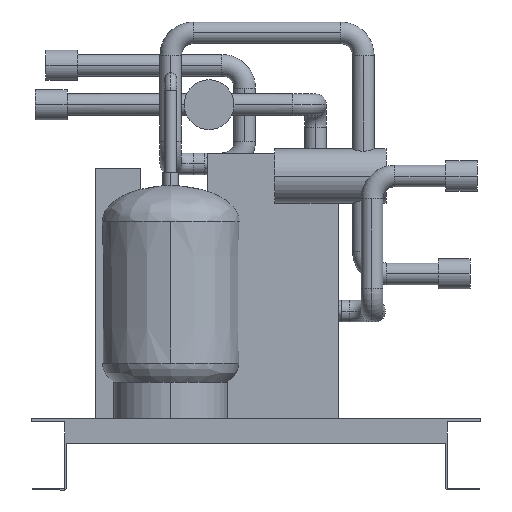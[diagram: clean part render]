
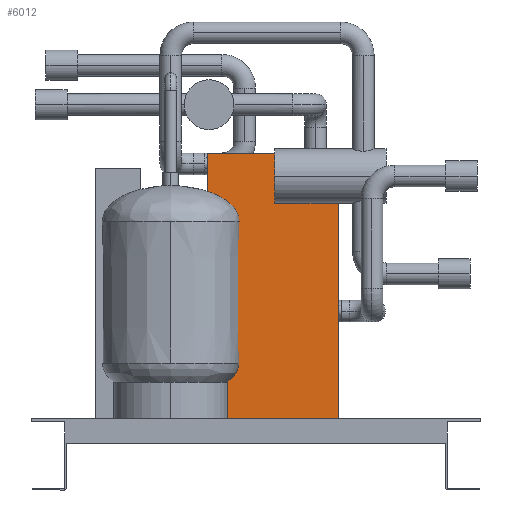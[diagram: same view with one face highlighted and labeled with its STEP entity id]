
A CAD part, front view. The second image highlights one B-rep face of the part: STEP entity #6012.
In plain terms, the highlighted face is planar.
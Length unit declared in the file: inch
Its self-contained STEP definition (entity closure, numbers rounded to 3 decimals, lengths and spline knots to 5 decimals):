
#283 = LINE ( 'NONE', #5363, #5860 ) ;
#350 = CARTESIAN_POINT ( 'NONE',  ( -4.23931, 29.5495, -1.31404 ) ) ;
#386 = PLANE ( 'NONE',  #6577 ) ;
#886 = CARTESIAN_POINT ( 'NONE',  ( 7.27998, 29.5495, -1.31404 ) ) ;
#1064 = FACE_OUTER_BOUND ( 'NONE', #3928, .T. ) ;
#1182 = ORIENTED_EDGE ( 'NONE', *, *, #6133, .T. ) ;
#1481 = LINE ( 'NONE', #5031, #5106 ) ;
#1562 = CARTESIAN_POINT ( 'NONE',  ( -4.23931, 29.5495, -1.31404 ) ) ;
#2045 = DIRECTION ( 'NONE',  ( -1., 0., 0. ) ) ;
#2812 = VECTOR ( 'NONE', #3173, 39.37008 ) ;
#2829 = CARTESIAN_POINT ( 'NONE',  ( -4.23931, 29.5495, -1.31404 ) ) ;
#3173 = DIRECTION ( 'NONE',  ( 0., -1., 0. ) ) ;
#3179 = ORIENTED_EDGE ( 'NONE', *, *, #4541, .F. ) ;
#3266 = DIRECTION ( 'NONE',  ( 0., 0., -1. ) ) ;
#3342 = EDGE_CURVE ( 'NONE', #7201, #4662, #7185, .T. ) ;
#3475 = VERTEX_POINT ( 'NONE', #2829 ) ;
#3729 = DIRECTION ( 'NONE',  ( 1., 0., 0. ) ) ;
#3928 = EDGE_LOOP ( 'NONE', ( #4943, #7320, #3179, #1182 ) ) ;
#4375 = CARTESIAN_POINT ( 'NONE',  ( 7.27998, 29.5495, -1.31404 ) ) ;
#4541 = EDGE_CURVE ( 'NONE', #3475, #7201, #1481, .T. ) ;
#4662 = VERTEX_POINT ( 'NONE', #7082 ) ;
#4919 = DIRECTION ( 'NONE',  ( 0., -1., 0. ) ) ;
#4943 = ORIENTED_EDGE ( 'NONE', *, *, #6730, .T. ) ;
#5031 = CARTESIAN_POINT ( 'NONE',  ( -4.23931, 29.5495, -1.31404 ) ) ;
#5106 = VECTOR ( 'NONE', #7355, 39.37008 ) ;
#5363 = CARTESIAN_POINT ( 'NONE',  ( -4.23931, 6.2495, -1.31404 ) ) ;
#5502 = LINE ( 'NONE', #1562, #6684 ) ;
#5860 = VECTOR ( 'NONE', #3729, 39.37008 ) ;
#6012 = ADVANCED_FACE ( 'NONE', ( #1064 ), #386, .F. ) ;
#6133 = EDGE_CURVE ( 'NONE', #3475, #6735, #5502, .T. ) ;
#6528 = CARTESIAN_POINT ( 'NONE',  ( -4.23931, 6.2495, -1.31404 ) ) ;
#6577 = AXIS2_PLACEMENT_3D ( 'NONE', #350, #3266, #2045 ) ;
#6684 = VECTOR ( 'NONE', #4919, 39.37008 ) ;
#6730 = EDGE_CURVE ( 'NONE', #6735, #4662, #283, .T. ) ;
#6735 = VERTEX_POINT ( 'NONE', #6528 ) ;
#7082 = CARTESIAN_POINT ( 'NONE',  ( 7.27998, 6.2495, -1.31404 ) ) ;
#7185 = LINE ( 'NONE', #886, #2812 ) ;
#7201 = VERTEX_POINT ( 'NONE', #4375 ) ;
#7320 = ORIENTED_EDGE ( 'NONE', *, *, #3342, .F. ) ;
#7355 = DIRECTION ( 'NONE',  ( 1., 0., 0. ) ) ;
